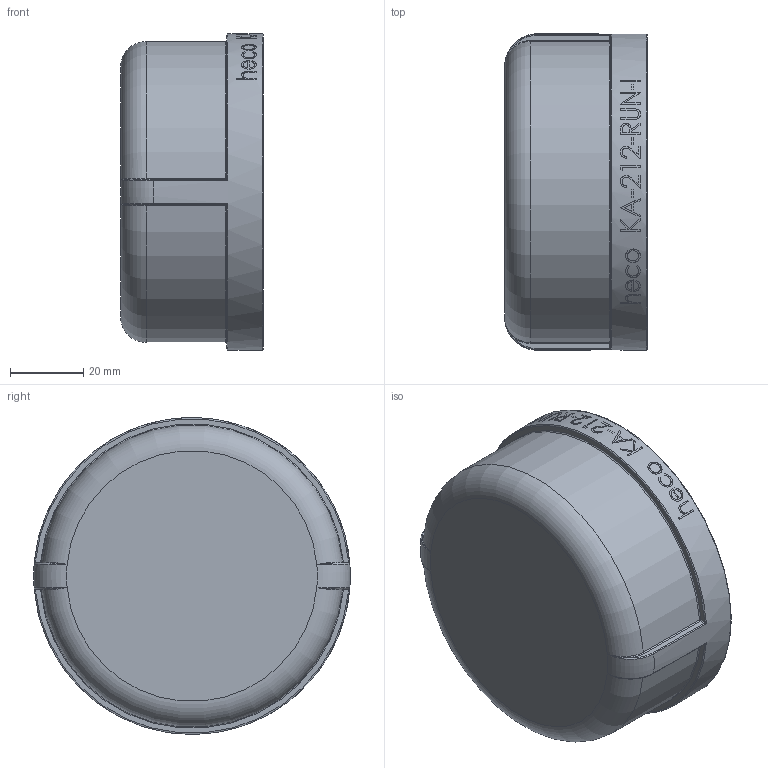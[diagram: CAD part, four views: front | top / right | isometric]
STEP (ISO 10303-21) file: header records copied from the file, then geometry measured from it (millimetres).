
FILE_DESCRIPTION (( 'STEP AP214' ), '1' );
FILE_NAME ('KA-212-RUN-I 2310.STEP', '2023-10-17T08:47:55', ( '' ), ( '' ), 'SwSTEP 2.0', 'SolidWorks 2019', '' );
FILE_SCHEMA (( 'AUTOMOTIVE_DESIGN' ));
Length unit declared in the file: millimetre
Products named in the file (1): KA-212-RUN-I 2310
Bounding box: 39 x 86.49 x 86.5 mm (x, y, z)
Volume: 63311.5 mm3; surface area: 29382.8 mm2
Topology: 1 solids, 1 shells, 238 faces, 605 edges, 383 vertices
Faces by surface type: bspline 102, plane 83, cylinder 37, torus 10, sphere 4, cone 2
Full cylindrical faces by diameter (mm): 72.226 x1, 75.384 x1, 86.5 x1
Entity records: 21107 total; most frequent: CARTESIAN_POINT 14423, ORIENTED_EDGE 1172, DIRECTION 645, EDGE_CURVE 586, VERTEX_POINT 379, B_SPLINE_CURVE_WITH_KNOTS 336, EDGE_LOOP 267, AXIS2_PLACEMENT_3D 258
